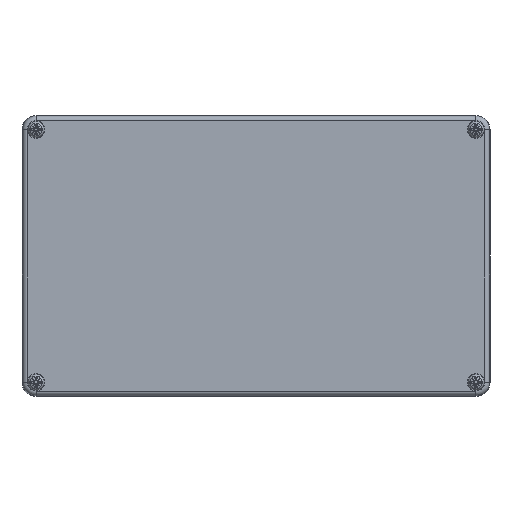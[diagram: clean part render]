
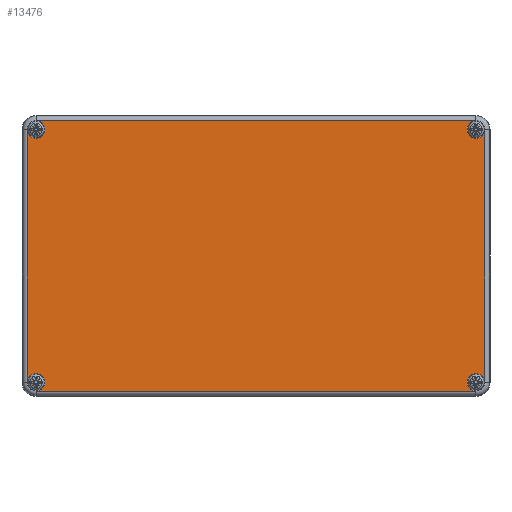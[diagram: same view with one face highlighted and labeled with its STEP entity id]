
A CAD part, top view. The second image highlights one B-rep face of the part: STEP entity #13476.
In plain terms, the highlighted face is planar.
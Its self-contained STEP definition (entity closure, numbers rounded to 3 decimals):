
#12936=CARTESIAN_POINT('',(90.25,-54.,-15.0));
#12937=VERTEX_POINT('',#12936);
#12938=CARTESIAN_POINT('',(94.,-54.,-15.0));
#12939=DIRECTION('',(0.0,0.0,1.0));
#12940=DIRECTION('',(1.0,0.0,0.0));
#12941=AXIS2_PLACEMENT_3D('',#12938,#12939,#12940);
#12942=CIRCLE('',#12941,3.75);
#12943=EDGE_CURVE('',#12937,#12937,#12942,.T.);
#12976=CARTESIAN_POINT('',(-97.75,-54.0,-15.0));
#12977=VERTEX_POINT('',#12976);
#12978=CARTESIAN_POINT('',(-94.,-54.0,-15.0));
#12979=DIRECTION('',(0.0,0.0,1.0));
#12980=DIRECTION('',(1.0,0.0,0.0));
#12981=AXIS2_PLACEMENT_3D('',#12978,#12979,#12980);
#12982=CIRCLE('',#12981,3.75);
#12983=EDGE_CURVE('',#12977,#12977,#12982,.T.);
#13016=CARTESIAN_POINT('',(-97.75,54.0,-15.0));
#13017=VERTEX_POINT('',#13016);
#13018=CARTESIAN_POINT('',(-94.0,54.0,-15.0));
#13019=DIRECTION('',(0.0,0.0,1.0));
#13020=DIRECTION('',(1.0,0.0,0.0));
#13021=AXIS2_PLACEMENT_3D('',#13018,#13019,#13020);
#13022=CIRCLE('',#13021,3.75);
#13023=EDGE_CURVE('',#13017,#13017,#13022,.T.);
#13056=CARTESIAN_POINT('',(90.25,54.,-15.0));
#13057=VERTEX_POINT('',#13056);
#13058=CARTESIAN_POINT('',(94.0,54.,-15.0));
#13059=DIRECTION('',(0.0,0.0,1.0));
#13060=DIRECTION('',(1.0,0.0,0.0));
#13061=AXIS2_PLACEMENT_3D('',#13058,#13059,#13060);
#13062=CIRCLE('',#13061,3.75);
#13063=EDGE_CURVE('',#13057,#13057,#13062,.T.);
#13087=CARTESIAN_POINT('',(94.0,-57.773,-15.0));
#13088=VERTEX_POINT('',#13087);
#13096=CARTESIAN_POINT('',(97.773,-54.,-15.0));
#13097=VERTEX_POINT('',#13096);
#13098=CARTESIAN_POINT('',(94.0,-54.0,-15.0));
#13099=DIRECTION('',(0.0,0.0,1.0));
#13100=DIRECTION('',(0.707,-0.707,0.0));
#13101=AXIS2_PLACEMENT_3D('',#13098,#13099,#13100);
#13102=CIRCLE('',#13101,3.773);
#13103=EDGE_CURVE('',#13088,#13097,#13102,.T.);
#13129=CARTESIAN_POINT('',(97.773,54.0,-15.0));
#13130=VERTEX_POINT('',#13129);
#13147=CARTESIAN_POINT('',(97.773,-54.,-15.0));
#13148=DIRECTION('',(0.0,1.0,0.0));
#13149=VECTOR('',#13148,108.);
#13150=LINE('',#13147,#13149);
#13151=EDGE_CURVE('',#13097,#13130,#13150,.T.);
#13161=CARTESIAN_POINT('',(94.0,57.773,-15.0));
#13162=VERTEX_POINT('',#13161);
#13180=CARTESIAN_POINT('',(94.0,54.0,-15.0));
#13181=DIRECTION('',(0.0,0.0,1.0));
#13182=DIRECTION('',(0.707,0.707,0.0));
#13183=AXIS2_PLACEMENT_3D('',#13180,#13181,#13182);
#13184=CIRCLE('',#13183,3.773);
#13185=EDGE_CURVE('',#13130,#13162,#13184,.T.);
#13195=CARTESIAN_POINT('',(-94.0,57.773,-15.0));
#13196=VERTEX_POINT('',#13195);
#13213=CARTESIAN_POINT('',(94.0,57.773,-15.0));
#13214=DIRECTION('',(-1.0,0.0,0.0));
#13215=VECTOR('',#13214,188.0);
#13216=LINE('',#13213,#13215);
#13217=EDGE_CURVE('',#13162,#13196,#13216,.T.);
#13227=CARTESIAN_POINT('',(-97.773,54.0,-15.0));
#13228=VERTEX_POINT('',#13227);
#13246=CARTESIAN_POINT('',(-94.0,54.0,-15.0));
#13247=DIRECTION('',(0.0,0.0,1.0));
#13248=DIRECTION('',(-0.707,0.707,0.0));
#13249=AXIS2_PLACEMENT_3D('',#13246,#13247,#13248);
#13250=CIRCLE('',#13249,3.773);
#13251=EDGE_CURVE('',#13196,#13228,#13250,.T.);
#13261=CARTESIAN_POINT('',(-97.773,-54.0,-15.0));
#13262=VERTEX_POINT('',#13261);
#13279=CARTESIAN_POINT('',(-97.773,54.0,-15.0));
#13280=DIRECTION('',(0.0,-1.0,0.0));
#13281=VECTOR('',#13280,108.0);
#13282=LINE('',#13279,#13281);
#13283=EDGE_CURVE('',#13228,#13262,#13282,.T.);
#13293=CARTESIAN_POINT('',(-94.,-57.773,-15.0));
#13294=VERTEX_POINT('',#13293);
#13312=CARTESIAN_POINT('',(-94.0,-54.0,-15.0));
#13313=DIRECTION('',(0.0,0.0,1.0));
#13314=DIRECTION('',(-0.707,-0.707,0.0));
#13315=AXIS2_PLACEMENT_3D('',#13312,#13313,#13314);
#13316=CIRCLE('',#13315,3.773);
#13317=EDGE_CURVE('',#13262,#13294,#13316,.T.);
#13335=CARTESIAN_POINT('',(-94.,-57.773,-15.0));
#13336=DIRECTION('',(1.0,0.0,0.0));
#13337=VECTOR('',#13336,188.);
#13338=LINE('',#13335,#13337);
#13339=EDGE_CURVE('',#13294,#13088,#13338,.T.);
#13449=CARTESIAN_POINT('',(0.,0.,-15.0));
#13450=DIRECTION('',(0.0,0.0,1.0));
#13451=DIRECTION('',(1.0,0.0,0.0));
#13452=AXIS2_PLACEMENT_3D('',#13449,#13450,#13451);
#13453=PLANE('',#13452);
#13454=ORIENTED_EDGE('',*,*,#13103,.F.);
#13455=ORIENTED_EDGE('',*,*,#13339,.F.);
#13456=ORIENTED_EDGE('',*,*,#13317,.F.);
#13457=ORIENTED_EDGE('',*,*,#13283,.F.);
#13458=ORIENTED_EDGE('',*,*,#13251,.F.);
#13459=ORIENTED_EDGE('',*,*,#13217,.F.);
#13460=ORIENTED_EDGE('',*,*,#13185,.F.);
#13461=ORIENTED_EDGE('',*,*,#13151,.F.);
#13462=EDGE_LOOP('',(#13454,#13455,#13456,#13457,#13458,#13459,#13460,#13461));
#13463=FACE_OUTER_BOUND('',#13462,.T.);
#13464=ORIENTED_EDGE('',*,*,#12943,.T.);
#13465=EDGE_LOOP('',(#13464));
#13466=FACE_BOUND('',#13465,.T.);
#13467=ORIENTED_EDGE('',*,*,#12983,.T.);
#13468=EDGE_LOOP('',(#13467));
#13469=FACE_BOUND('',#13468,.T.);
#13470=ORIENTED_EDGE('',*,*,#13023,.T.);
#13471=EDGE_LOOP('',(#13470));
#13472=FACE_BOUND('',#13471,.T.);
#13473=ORIENTED_EDGE('',*,*,#13063,.T.);
#13474=EDGE_LOOP('',(#13473));
#13475=FACE_BOUND('',#13474,.T.);
#13476=ADVANCED_FACE('',(#13463,#13466,#13469,#13472,#13475),#13453,.F.);
